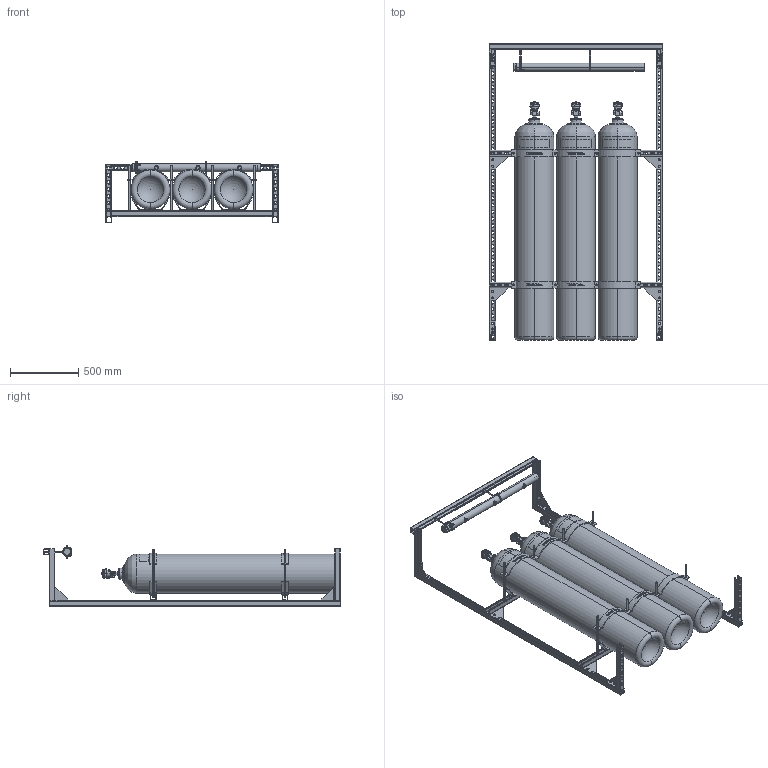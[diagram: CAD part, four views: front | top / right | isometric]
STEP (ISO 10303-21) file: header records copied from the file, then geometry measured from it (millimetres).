
FILE_DESCRIPTION (( 'STEP AP214' ), '1' );
FILE_NAME ('Cylinder Storage Rack, 80L, Metal Framing, Galvanized (3 cylinder 3x1) Three Cylinders.STEP', '2020-05-07T13:11:22', ( '' ), ( '' ), 'SwSTEP 2.0', 'SolidWorks 2019', '' );
FILE_SCHEMA (( 'AUTOMOTIVE_DESIGN' ));
Length unit declared in the file: inch
Products named in the file (36): Base Plate 2.stp; 470B0019_HOUSING.stp; P-000-950-110(-06).stp; Manifold _Port.stp; Clamp Assembly.stp; Support 2..stp; Base Plate.stp; V-000-950-101.stp; Restraint B.stp; Cylinder Storage Rack, 80L, Metal Framing, Galvanized (3 cylinder 3x1) Three Cylinders.stp; 5342^V-000-950-101.stp; Stand 2.stp; Plate 2.stp; 470B0019_PLATE.stp; PLUG_HEX HD_1.500 NPT M_CL 3000_ALY STL_GALV.stp; Rode.stp; Plate 1.stp; V_MULLER_470B0019.stp; Stand 3.stp; Clamp 2.stp; Restraint F.stp; Cylinder Storage Rack, 80L, Metal Framing, Galvanized (3 cylinder 3x1) Three Cylinders; Stand.stp; Rode 2.stp; 470B0019_HEX NUT.stp; Support 1.stp; 11BC615P_CYLINDER.stp; 470B0019_HANDLE.stp; Clamp.stp; PLUG_HEX HD_0.250 NPT M_CL 3000_ALY STL_GALV.stp; Base Plate 2_MIR.stp
Assembly tree (71 placements, depth 5):
  Cylinder Storage Rack, 80L, Metal Framing, Galvanized (3 cylinder 3x1) Three Cylinders
    Cylinder Storage Rack, 80L, Metal Framing, Galvanized (3 cylinder 3x1) Three Cylinders.stp
      V-000-950-101.stp
        V_MULLER_470B0019.stp
          470B0019_HOUSING.stp
          470B0019_PLATE.stp
          470B0019_HANDLE.stp
          470B0019_HEX NUT.stp
        11BC615P_CYLINDER.stp
        5342^V-000-950-101.stp
      V-000-950-101.stp
        V_MULLER_470B0019.stp
          470B0019_HOUSING.stp
          470B0019_PLATE.stp
          470B0019_HANDLE.stp
          470B0019_HEX NUT.stp
        11BC615P_CYLINDER.stp
        5342^V-000-950-101.stp
      V-000-950-101.stp
        V_MULLER_470B0019.stp
          470B0019_HOUSING.stp
          470B0019_PLATE.stp
          470B0019_HANDLE.stp
          470B0019_HEX NUT.stp
        11BC615P_CYLINDER.stp
        5342^V-000-950-101.stp
      Clamp Assembly.stp
        Clamp.stp
        Clamp 2.stp
      Clamp Assembly.stp
        Clamp.stp
        Clamp 2.stp
      Manifold _Port.stp
        PLUG_HEX HD_1.500 NPT M_CL 3000_ALY STL_GALV.stp
        PLUG_HEX HD_0.250 NPT M_CL 3000_ALY STL_GALV.stp  x2
        P-000-950-110(-06).stp
      Stand.stp  x2
      Stand 3.stp
      Stand 2.stp  x2
      Base Plate.stp  x2
      Base Plate 2.stp
      Base Plate 2_MIR.stp
      Support 2..stp  x2
      Plate 1.stp  x2
      Plate 2.stp  x2
      Support 1.stp  x2
      Restraint B.stp  x6
      Rode.stp  x8
      Restraint F.stp  x2
      Rode 2.stp  x2
Bounding box: 1270 x 2174.88 x 447.68 mm (x, y, z)
Volume: 47612255.7 mm3; surface area: 12791633.3 mm2
Topology: 64 solids, 64 shells, 3905 faces, 10295 edges, 6674 vertices
Faces by surface type: plane 1611, cylinder 1342, bspline 415, cone 354, torus 145, sphere 38
Entity records: 88619 total; most frequent: CARTESIAN_POINT 41269, ORIENTED_EDGE 9582, DIRECTION 9275, EDGE_CURVE 4791, AXIS2_PLACEMENT_3D 3463, VERTEX_POINT 3122, LINE 2349, VECTOR 2349
